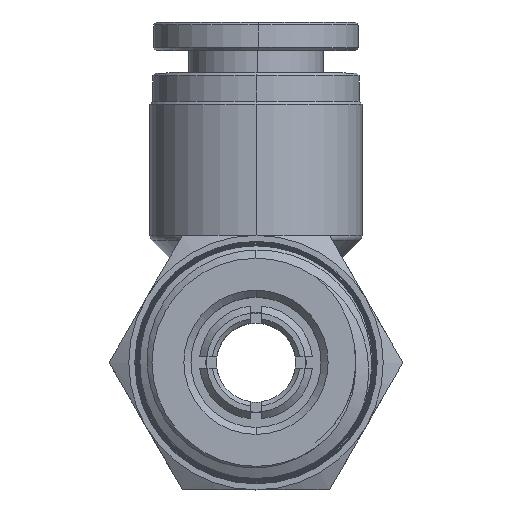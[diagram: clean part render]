
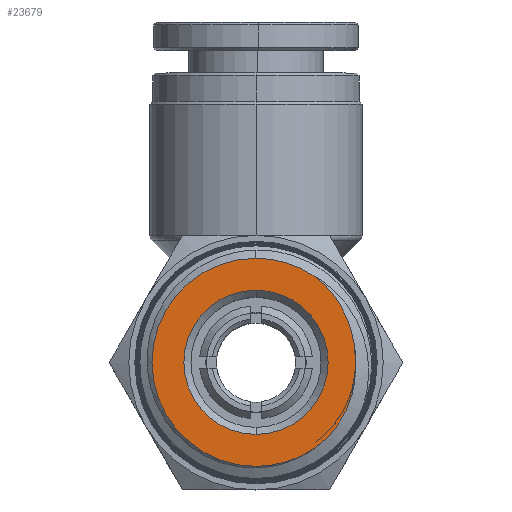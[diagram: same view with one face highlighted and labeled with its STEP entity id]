
A CAD part, top view. The second image highlights one B-rep face of the part: STEP entity #23679.
In plain terms, the highlighted planar face has unit normal (0, 0, 1).
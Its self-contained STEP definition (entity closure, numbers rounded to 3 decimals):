
#566 = EDGE_CURVE ( 'NONE', #23354, #27917, #23625, .T. ) ;
#746 = CARTESIAN_POINT ( 'NONE',  ( 5.76, 4.397, 18.6 ) ) ;
#2112 = VERTEX_POINT ( 'NONE', #11670 ) ;
#2436 = CARTESIAN_POINT ( 'NONE',  ( 5.17, -5.22, 18.6 ) ) ;
#3679 = ORIENTED_EDGE ( 'NONE', *, *, #46621, .T. ) ;
#4344 = AXIS2_PLACEMENT_3D ( 'NONE', #42169, #19666, #45985 ) ;
#4502 = CARTESIAN_POINT ( 'NONE',  ( 5.002, 5.313, 18.6 ) ) ;
#6242 = CARTESIAN_POINT ( 'NONE',  ( 5.611, -4.686, 18.6 ) ) ;
#6254 = EDGE_CURVE ( 'NONE', #27917, #23354, #40823, .T. ) ;
#8320 = CARTESIAN_POINT ( 'NONE',  ( 4.479, 5.808, 18.6 ) ) ;
#9047 = CARTESIAN_POINT ( 'NONE',  ( 7.072, 0.176, 18.6 ) ) ;
#9055 = ORIENTED_EDGE ( 'NONE', *, *, #566, .T. ) ;
#9557 = CARTESIAN_POINT ( 'NONE',  ( 5.011, -5.385, 18.6 ) ) ;
#10033 = CARTESIAN_POINT ( 'NONE',  ( 6.124, -3.918, 18.6 ) ) ;
#11071 = CARTESIAN_POINT ( 'NONE',  ( 0., 7.356, 18.6 ) ) ;
#11339 = ORIENTED_EDGE ( 'NONE', *, *, #36898, .T. ) ;
#11670 = CARTESIAN_POINT ( 'NONE',  ( 6.932, 1.296, 18.6 ) ) ;
#11690 = FACE_OUTER_BOUND ( 'NONE', #43345, .T. ) ;
#11731 = AXIS2_PLACEMENT_3D ( 'NONE', #45358, #19079, #41568 ) ;
#12065 = CARTESIAN_POINT ( 'NONE',  ( 4.106, 6.103, 18.6 ) ) ;
#12331 = DIRECTION ( 'NONE',  ( 0., 0., 1. ) ) ;
#12624 = CARTESIAN_POINT ( 'NONE',  ( 7.041, -0.387, 18.6 ) ) ;
#13020 = AXIS2_PLACEMENT_3D ( 'NONE', #14112, #40306, #17837 ) ;
#13772 = CARTESIAN_POINT ( 'NONE',  ( 6.685, -2.661, 18.6 ) ) ;
#14112 = CARTESIAN_POINT ( 'NONE',  ( 0., 0., 18.6 ) ) ;
#14194 = EDGE_CURVE ( 'NONE', #21833, #26445, #47469, .T. ) ;
#14603 = CIRCLE ( 'NONE', #35959, 7.356 ) ;
#14811 = CARTESIAN_POINT ( 'NONE',  ( 0., 0., 18.6 ) ) ;
#15615 = CARTESIAN_POINT ( 'NONE',  ( 6.759, 2.236, 18.6 ) ) ;
#16206 = VERTEX_POINT ( 'NONE', #38502 ) ;
#17108 = EDGE_CURVE ( 'NONE', #2112, #16206, #17224, .T. ) ;
#17224 = B_SPLINE_CURVE_WITH_KNOTS ( 'NONE', 3,
 ( #37904, #22916, #15615, #41859, #19361, #45658, #23087, #746, #26862, #4502, #30617, #8320, #34418, #12065 ),
 .UNSPECIFIED., .F., .F.,
 ( 4, 2, 2, 2, 2, 2, 4 ),
 ( 0., 0.001, 0.002, 0.003, 0.004, 0.005, 0.006 ),
 .UNSPECIFIED. ) ;
#17496 = CARTESIAN_POINT ( 'NONE',  ( 6.997, -1.31, 18.6 ) ) ;
#17837 = DIRECTION ( 'NONE',  ( 0., 1., 0. ) ) ;
#18549 = DIRECTION ( 'NONE',  ( 0., 1., 0. ) ) ;
#19079 = DIRECTION ( 'NONE',  ( 0., 0., -1. ) ) ;
#19361 = CARTESIAN_POINT ( 'NONE',  ( 6.437, 3.131, 18.6 ) ) ;
#19423 = CIRCLE ( 'NONE', #30596, 7.356 ) ;
#19666 = DIRECTION ( 'NONE',  ( 0., 0., 1. ) ) ;
#20156 = CARTESIAN_POINT ( 'NONE',  ( 0., 0., 18.6 ) ) ;
#21218 = CARTESIAN_POINT ( 'NONE',  ( 7.041, -0.387, 18.6 ) ) ;
#21322 = CIRCLE ( 'NONE', #4344, 7.356 ) ;
#21540 = FACE_BOUND ( 'NONE', #28760, .T. ) ;
#21833 = VERTEX_POINT ( 'NONE', #9557 ) ;
#22264 = CARTESIAN_POINT ( 'NONE',  ( 7.041, -0.387, 18.6 ) ) ;
#22916 = CARTESIAN_POINT ( 'NONE',  ( 6.869, 1.773, 18.6 ) ) ;
#23087 = CARTESIAN_POINT ( 'NONE',  ( 6.125, 3.78, 18.6 ) ) ;
#23354 = VERTEX_POINT ( 'NONE', #41402 ) ;
#23625 = CIRCLE ( 'NONE', #11731, 5.1 ) ;
#23679 = ADVANCED_FACE ( 'NONE', ( #21540, #11690 ), #25893, .F. ) ;
#23887 = DIRECTION ( 'NONE',  ( 0., 1., 0. ) ) ;
#23978 = CARTESIAN_POINT ( 'NONE',  ( 6.932, 1.296, 18.6 ) ) ;
#24822 = CARTESIAN_POINT ( 'NONE',  ( 5.011, -5.385, 18.6 ) ) ;
#25893 = PLANE ( 'NONE',  #37647 ) ;
#26445 = VERTEX_POINT ( 'NONE', #22264 ) ;
#26862 = CARTESIAN_POINT ( 'NONE',  ( 5.479, 4.779, 18.6 ) ) ;
#27619 = ORIENTED_EDGE ( 'NONE', *, *, #14194, .T. ) ;
#27917 = VERTEX_POINT ( 'NONE', #32275 ) ;
#28553 = CARTESIAN_POINT ( 'NONE',  ( 5.322, -5.048, 18.6 ) ) ;
#28760 = EDGE_LOOP ( 'NONE', ( #9055, #40640 ) ) ;
#30520 = ORIENTED_EDGE ( 'NONE', *, *, #17108, .T. ) ;
#30596 = AXIS2_PLACEMENT_3D ( 'NONE', #20156, #46476, #23887 ) ;
#30617 = CARTESIAN_POINT ( 'NONE',  ( 4.832, 5.484, 18.6 ) ) ;
#31662 = B_SPLINE_CURVE_WITH_KNOTS ( 'NONE', 3,
 ( #12624, #9047, #46569, #23978 ),
 .UNSPECIFIED., .F., .F.,
 ( 4, 4 ),
 ( 0., 0.002 ),
 .UNSPECIFIED. ) ;
#32275 = CARTESIAN_POINT ( 'NONE',  ( 0., 5.1, 18.6 ) ) ;
#32360 = CARTESIAN_POINT ( 'NONE',  ( 5.747, -4.497, 18.6 ) ) ;
#32889 = ORIENTED_EDGE ( 'NONE', *, *, #38710, .T. ) ;
#33618 = VERTEX_POINT ( 'NONE', #11071 ) ;
#34418 = CARTESIAN_POINT ( 'NONE',  ( 4.296, 5.961, 18.6 ) ) ;
#34678 = CARTESIAN_POINT ( 'NONE',  ( 0., 0., 18.6 ) ) ;
#34692 = ORIENTED_EDGE ( 'NONE', *, *, #35766, .T. ) ;
#35717 = CARTESIAN_POINT ( 'NONE',  ( 0., -7.356, 18.6 ) ) ;
#35766 = EDGE_CURVE ( 'NONE', #16206, #33618, #14603, .T. ) ;
#35959 = AXIS2_PLACEMENT_3D ( 'NONE', #34678, #12331, #38488 ) ;
#36164 = CARTESIAN_POINT ( 'NONE',  ( 6.337, -3.512, 18.6 ) ) ;
#36898 = EDGE_CURVE ( 'NONE', #38194, #21833, #21322, .T. ) ;
#37647 = AXIS2_PLACEMENT_3D ( 'NONE', #14811, #41044, #18549 ) ;
#37904 = CARTESIAN_POINT ( 'NONE',  ( 6.932, 1.296, 18.6 ) ) ;
#38194 = VERTEX_POINT ( 'NONE', #35717 ) ;
#38488 = DIRECTION ( 'NONE',  ( 0., 1., 0. ) ) ;
#38502 = CARTESIAN_POINT ( 'NONE',  ( 4.106, 6.103, 18.6 ) ) ;
#38710 = EDGE_CURVE ( 'NONE', #26445, #2112, #31662, .T. ) ;
#39951 = CARTESIAN_POINT ( 'NONE',  ( 6.82, -2.213, 18.6 ) ) ;
#40306 = DIRECTION ( 'NONE',  ( 0., 0., -1. ) ) ;
#40640 = ORIENTED_EDGE ( 'NONE', *, *, #6254, .T. ) ;
#40823 = CIRCLE ( 'NONE', #13020, 5.1 ) ;
#41044 = DIRECTION ( 'NONE',  ( 0., 0., -1. ) ) ;
#41402 = CARTESIAN_POINT ( 'NONE',  ( 0., -5.1, 18.6 ) ) ;
#41568 = DIRECTION ( 'NONE',  ( 0., 1., 0. ) ) ;
#41859 = CARTESIAN_POINT ( 'NONE',  ( 6.526, 2.91, 18.6 ) ) ;
#42169 = CARTESIAN_POINT ( 'NONE',  ( 0., 0., 18.6 ) ) ;
#43345 = EDGE_LOOP ( 'NONE', ( #34692, #3679, #11339, #27619, #32889, #30520 ) ) ;
#43754 = CARTESIAN_POINT ( 'NONE',  ( 7.042, -0.852, 18.6 ) ) ;
#45358 = CARTESIAN_POINT ( 'NONE',  ( 0., 0., 18.6 ) ) ;
#45658 = CARTESIAN_POINT ( 'NONE',  ( 6.237, 3.566, 18.6 ) ) ;
#45985 = DIRECTION ( 'NONE',  ( 0., 1., 0. ) ) ;
#46476 = DIRECTION ( 'NONE',  ( 0., 0., 1. ) ) ;
#46569 = CARTESIAN_POINT ( 'NONE',  ( 7.036, 0.742, 18.6 ) ) ;
#46621 = EDGE_CURVE ( 'NONE', #33618, #38194, #19423, .T. ) ;
#47469 = B_SPLINE_CURVE_WITH_KNOTS ( 'NONE', 3,
 ( #24822, #2436, #28553, #6242, #32360, #10033, #36164, #13772, #39951, #17496, #43754, #21218 ),
 .UNSPECIFIED., .F., .F.,
 ( 4, 2, 2, 2, 2, 4 ),
 ( 0.004, 0.005, 0.006, 0.007, 0.008, 0.01 ),
 .UNSPECIFIED. ) ;
